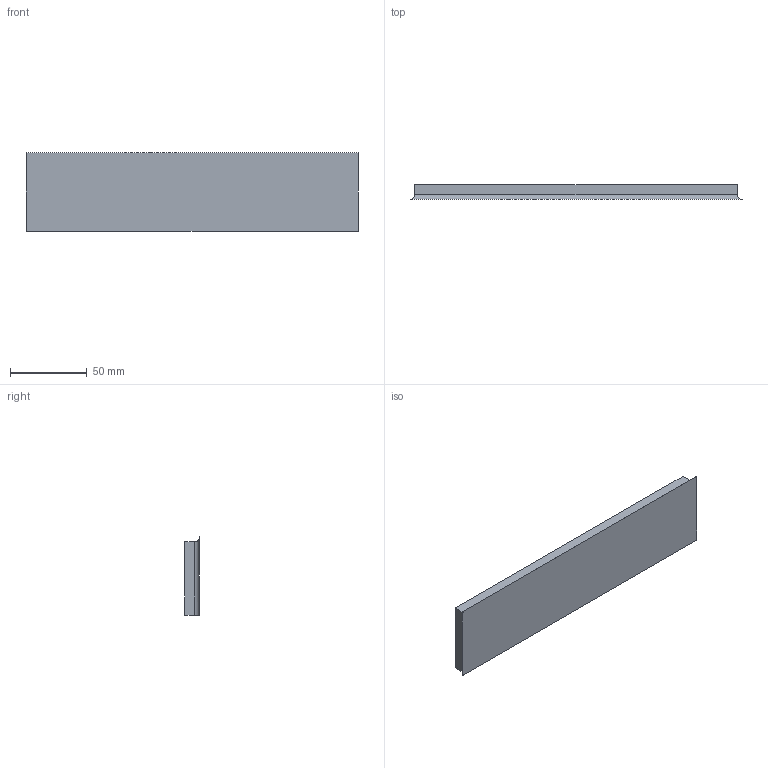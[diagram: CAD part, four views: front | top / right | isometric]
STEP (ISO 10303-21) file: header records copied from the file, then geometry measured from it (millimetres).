
FILE_DESCRIPTION(/* description */ (''),/* implementation_level */ '2;1');
FILE_NAME(/* name */ 'CubeOuterPlate_MIR_ipt_3c2c9ae6.STEP',/* time_stamp */ '2018-02-13T23:11:14-05:00',/* author */ ('iks8'),/* organization */ (''),/* preprocessor_version */ 'ST-DEVELOPER v16.13',/* originating_system */ 'Autodesk Inventor 2018',/* authorisation */ '');
FILE_SCHEMA (('AUTOMOTIVE_DESIGN { 1 0 10303 214 3 1 1 }'));
Length unit declared in the file: inch
Products named in the file (1): CubeOuterPlate_MIR
Bounding box: 215.9 x 9.53 x 50.8 mm (x, y, z)
Volume: 95723.3 mm3; surface area: 26426.4 mm2
Topology: 1 solids, 1 shells, 9 faces, 19 edges, 12 vertices
Faces by surface type: plane 6, cylinder 3
Entity records: 297 total; most frequent: DIRECTION 43, CARTESIAN_POINT 41, ORIENTED_EDGE 38, EDGE_CURVE 19, LINE 15, VECTOR 15, AXIS2_PLACEMENT_3D 14, VERTEX_POINT 12
